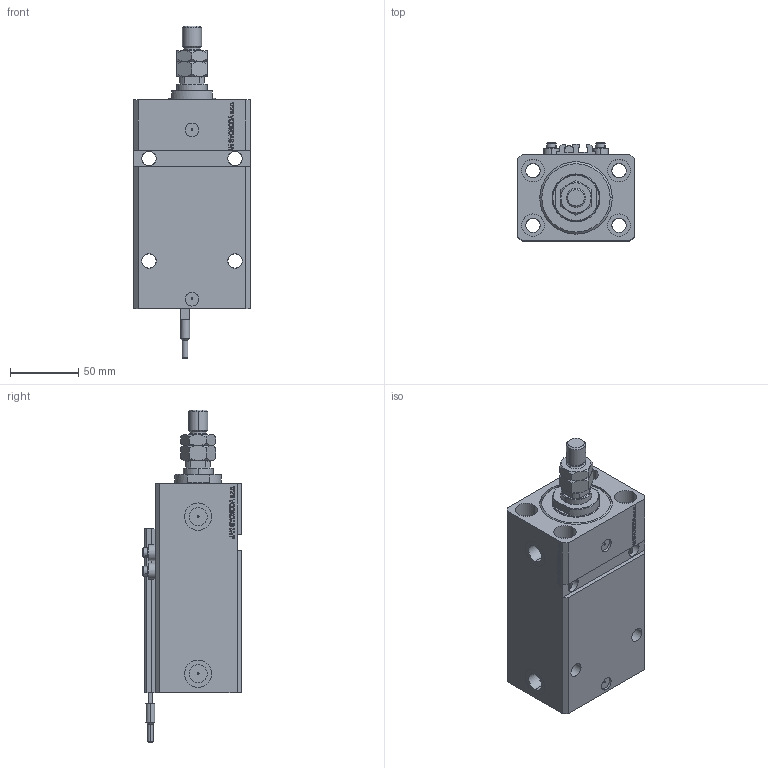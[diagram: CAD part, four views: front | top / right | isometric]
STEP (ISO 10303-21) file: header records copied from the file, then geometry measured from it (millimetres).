
FILE_DESCRIPTION (( 'STEP AP203' ), '1' );
FILE_NAME ('7cbe.STEP', '2023-10-07T16:33:16', ( '' ), ( '' ), 'SwSTEP 2.0', 'SolidWorks 2019', '' );
FILE_SCHEMA (( 'CONFIG_CONTROL_DESIGN' ));
Length unit declared in the file: millimetre
Products named in the file (7): SWITCH_V250CE d3f9409ea4a9462d5a1c2b94146971bf; V250CE_VC_E d3f9409ea4a9462d5a1c2b94146971bf; 7cbe; ALLEN BOLT V250CE d3f9409ea4a9462d5a1c2b94146971bf; MTA d3f9409ea4a9462d5a1c2b94146971bf; V250CE_C_VCP d3f9409ea4a9462d5a1c2b94146971bf; V250CE_E_Body d3f9409ea4a9462d5a1c2b94146971bf
Assembly tree (9 placements, depth 2):
  7cbe
    V250CE_E_Body d3f9409ea4a9462d5a1c2b94146971bf
    ALLEN BOLT V250CE d3f9409ea4a9462d5a1c2b94146971bf  x4
    V250CE_C_VCP d3f9409ea4a9462d5a1c2b94146971bf
    V250CE_VC_E d3f9409ea4a9462d5a1c2b94146971bf
    MTA d3f9409ea4a9462d5a1c2b94146971bf
    SWITCH_V250CE d3f9409ea4a9462d5a1c2b94146971bf
Bounding box: 85 x 72 x 243 mm (x, y, z)
Volume: 692552.1 mm3; surface area: 146395.6 mm2
Topology: 10 solids, 10 shells, 1198 faces, 2965 edges, 1897 vertices
Faces by surface type: plane 570, bspline 356, cylinder 168, cone 86, torus 18
Entity records: 51003 total; most frequent: CARTESIAN_POINT 25787, ORIENTED_EDGE 5620, DIRECTION 3850, EDGE_CURVE 2810, VERTEX_POINT 1813, LINE 1666, VECTOR 1666, EDGE_LOOP 1267
